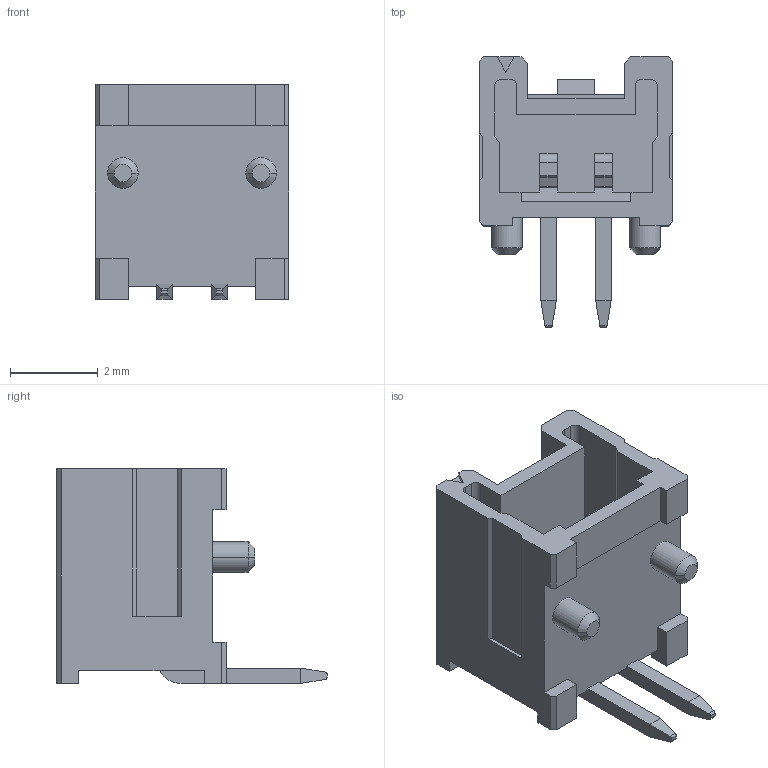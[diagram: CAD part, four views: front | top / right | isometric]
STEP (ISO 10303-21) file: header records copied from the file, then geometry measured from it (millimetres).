
FILE_DESCRIPTION(('STEP AP242'),'1');
FILE_NAME('2200980271.stp','2025-03-31T10:38:33',('TraceParts'),('TraceParts S.A.'),'Spatial InterOp 3D',' ',' ');
FILE_SCHEMA(('AP242_MANAGED_MODEL_BASED_3D_ENGINEERING_MIM_LF {1 0 10303 442 1 1 4}'));
Length unit declared in the file: millimetre
Products named in the file (1): 2200980271
Bounding box: 4.4 x 6.15 x 4.89 mm (x, y, z)
Volume: 43.9 mm3; surface area: 176.8 mm2
Topology: 1 solids, 1 shells, 146 faces, 411 edges, 272 vertices
Faces by surface type: plane 122, cylinder 20, cone 4
Entity records: 5835 total; most frequent: CARTESIAN_POINT 830, ORIENTED_EDGE 822, DIRECTION 749, EDGE_CURVE 411, LINE 367, VECTOR 367, VERTEX_POINT 272, AXIS2_PLACEMENT_3D 191
